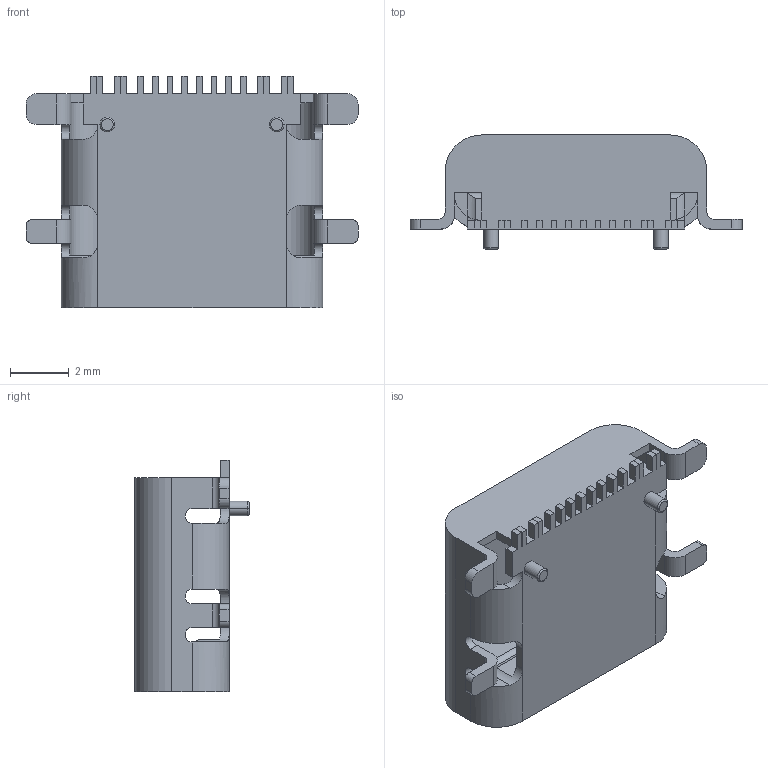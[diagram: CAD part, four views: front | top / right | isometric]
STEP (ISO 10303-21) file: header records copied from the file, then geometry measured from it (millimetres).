
FILE_DESCRIPTION (( 'STEP AP214' ), '1' );
FILE_NAME ('XUNPU TYPEC 304S ACP16 C720630.STEP', '2021-03-03T15:17:33', ( '' ), ( '' ), 'SwSTEP 2.0', 'SolidWorks 2019', '' );
FILE_SCHEMA (( 'AUTOMOTIVE_DESIGN' ));
Length unit declared in the file: millimetre
Products named in the file (1): XUNPU TYPEC 304S ACP16 C720630
Bounding box: 11.32 x 3.89 x 7.9 mm (x, y, z)
Volume: 59.4 mm3; surface area: 413.1 mm2
Topology: 1 solids, 1 shells, 178 faces, 501 edges, 322 vertices
Faces by surface type: plane 126, cylinder 48, torus 4
Entity records: 5773 total; most frequent: CARTESIAN_POINT 1090, ORIENTED_EDGE 1002, DIRECTION 935, EDGE_CURVE 501, VECTOR 397, LINE 397, VERTEX_POINT 322, AXIS2_PLACEMENT_3D 269
